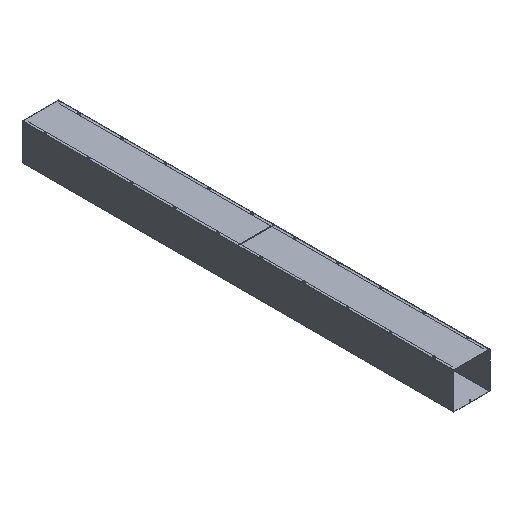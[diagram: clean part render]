
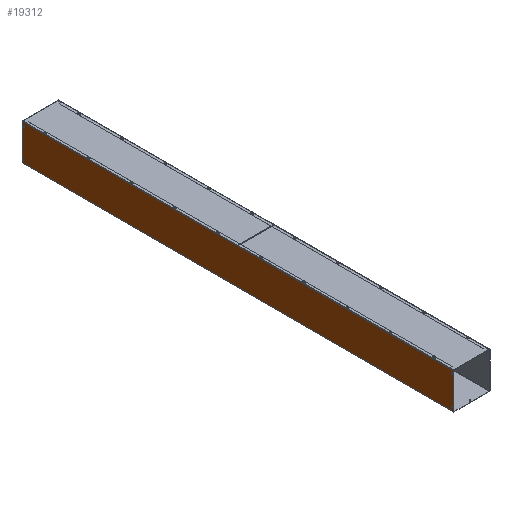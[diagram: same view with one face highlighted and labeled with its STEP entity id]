
A CAD part, isometric view. The second image highlights one B-rep face of the part: STEP entity #19312.
In plain terms, the highlighted planar face has unit normal (-1, 0, 0).
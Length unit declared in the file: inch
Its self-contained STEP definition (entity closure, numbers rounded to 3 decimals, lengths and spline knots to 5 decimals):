
#266 = EDGE_LOOP ( 'NONE', ( #21566, #7214 ) ) ;
#312 = LINE ( 'NONE', #13727, #948 ) ;
#395 = AXIS2_PLACEMENT_3D ( 'NONE', #9086, #5101, #22282 ) ;
#527 = VERTEX_POINT ( 'NONE', #15254 ) ;
#843 = AXIS2_PLACEMENT_3D ( 'NONE', #10886, #20344, #8409 ) ;
#891 = CIRCLE ( 'NONE', #12402, 0.133 ) ;
#895 = FACE_BOUND ( 'NONE', #266, .T. ) ;
#948 = VECTOR ( 'NONE', #4307, 39.37008 ) ;
#1085 = CARTESIAN_POINT ( 'NONE',  ( -5.072, 59.5, 8.939 ) ) ;
#1243 = CIRCLE ( 'NONE', #843, 0.133 ) ;
#1549 = LINE ( 'NONE', #9145, #10286 ) ;
#1749 = DIRECTION ( 'NONE',  ( 0., 0., 1. ) ) ;
#2110 = AXIS2_PLACEMENT_3D ( 'NONE', #5732, #20676, #3622 ) ;
#2291 = EDGE_CURVE ( 'NONE', #3302, #13488, #891, .T. ) ;
#2301 = CIRCLE ( 'NONE', #19017, 0.133 ) ;
#2462 = DIRECTION ( 'NONE',  ( 0., 0., 1. ) ) ;
#2882 = DIRECTION ( 'NONE',  ( -1., 0., 0. ) ) ;
#3090 = DIRECTION ( 'NONE',  ( 0., 0., 1. ) ) ;
#3182 = EDGE_CURVE ( 'NONE', #19647, #23003, #312, .T. ) ;
#3302 = VERTEX_POINT ( 'NONE', #14101 ) ;
#3622 = DIRECTION ( 'NONE',  ( 0., 0., 1. ) ) ;
#3732 = CARTESIAN_POINT ( 'NONE',  ( -5.072, -59.5, 0.867 ) ) ;
#4017 = CIRCLE ( 'NONE', #10376, 0.133 ) ;
#4307 = DIRECTION ( 'NONE',  ( 0., 0., 1. ) ) ;
#4512 = DIRECTION ( 'NONE',  ( 0., 0., 1. ) ) ;
#4639 = CARTESIAN_POINT ( 'NONE',  ( -5.072, 60., 0.108 ) ) ;
#5101 = DIRECTION ( 'NONE',  ( 1., 0., 0. ) ) ;
#5490 = VERTEX_POINT ( 'NONE', #16363 ) ;
#5520 = ORIENTED_EDGE ( 'NONE', *, *, #19023, .T. ) ;
#5732 = CARTESIAN_POINT ( 'NONE',  ( -5.072, 59.5, 9.072 ) ) ;
#5792 = EDGE_CURVE ( 'NONE', #5822, #14392, #4017, .T. ) ;
#5822 = VERTEX_POINT ( 'NONE', #3732 ) ;
#5972 = ORIENTED_EDGE ( 'NONE', *, *, #16021, .T. ) ;
#6195 = CARTESIAN_POINT ( 'NONE',  ( -5.072, 59.5, 1. ) ) ;
#6474 = CARTESIAN_POINT ( 'NONE',  ( -5.072, -60., 0.108 ) ) ;
#6616 = FACE_OUTER_BOUND ( 'NONE', #21450, .T. ) ;
#6752 = CARTESIAN_POINT ( 'NONE',  ( -5.072, 60., 0.0625 ) ) ;
#6876 = DIRECTION ( 'NONE',  ( 0., 0., 1. ) ) ;
#6984 = DIRECTION ( 'NONE',  ( 0., -1., 0. ) ) ;
#7214 = ORIENTED_EDGE ( 'NONE', *, *, #5792, .T. ) ;
#7259 = VERTEX_POINT ( 'NONE', #22099 ) ;
#7358 = CARTESIAN_POINT ( 'NONE',  ( -5.072, -59.5, 1. ) ) ;
#8124 = ORIENTED_EDGE ( 'NONE', *, *, #18398, .T. ) ;
#8267 = DIRECTION ( 'NONE',  ( 0., -1., 0. ) ) ;
#8409 = DIRECTION ( 'NONE',  ( 0., 0., 1. ) ) ;
#8502 = CARTESIAN_POINT ( 'NONE',  ( -5.072, -59.5, 1. ) ) ;
#8547 = EDGE_CURVE ( 'NONE', #13488, #3302, #17807, .T. ) ;
#8614 = PLANE ( 'NONE',  #12178 ) ;
#8783 = ORIENTED_EDGE ( 'NONE', *, *, #2291, .T. ) ;
#9086 = CARTESIAN_POINT ( 'NONE',  ( -5.072, 59.5, 1. ) ) ;
#9145 = CARTESIAN_POINT ( 'NONE',  ( -5.072, 60., 0.072 ) ) ;
#9238 = LINE ( 'NONE', #16684, #23680 ) ;
#9256 = ORIENTED_EDGE ( 'NONE', *, *, #10010, .F. ) ;
#9878 = CARTESIAN_POINT ( 'NONE',  ( -5.072, -60., 9.964 ) ) ;
#9989 = VERTEX_POINT ( 'NONE', #12354 ) ;
#10010 = EDGE_CURVE ( 'NONE', #527, #23003, #15587, .T. ) ;
#10286 = VECTOR ( 'NONE', #16716, 39.37008 ) ;
#10376 = AXIS2_PLACEMENT_3D ( 'NONE', #7358, #13386, #1749 ) ;
#10503 = EDGE_CURVE ( 'NONE', #14392, #5822, #10655, .T. ) ;
#10655 = CIRCLE ( 'NONE', #24561, 0.133 ) ;
#10886 = CARTESIAN_POINT ( 'NONE',  ( -5.072, 59.5, 9.072 ) ) ;
#10985 = ORIENTED_EDGE ( 'NONE', *, *, #22531, .T. ) ;
#11909 = ORIENTED_EDGE ( 'NONE', *, *, #8547, .T. ) ;
#12011 = EDGE_CURVE ( 'NONE', #9989, #16163, #23565, .T. ) ;
#12105 = CARTESIAN_POINT ( 'NONE',  ( -5.072, -60., 9.964 ) ) ;
#12178 = AXIS2_PLACEMENT_3D ( 'NONE', #6752, #2882, #6876 ) ;
#12198 = FACE_BOUND ( 'NONE', #23251, .T. ) ;
#12354 = CARTESIAN_POINT ( 'NONE',  ( -5.072, 59.5, 9.205 ) ) ;
#12402 = AXIS2_PLACEMENT_3D ( 'NONE', #23050, #19296, #19187 ) ;
#12885 = VERTEX_POINT ( 'NONE', #4639 ) ;
#13066 = EDGE_CURVE ( 'NONE', #527, #12885, #1549, .T. ) ;
#13386 = DIRECTION ( 'NONE',  ( 1., 0., 0. ) ) ;
#13488 = VERTEX_POINT ( 'NONE', #24409 ) ;
#13509 = CIRCLE ( 'NONE', #395, 0.133 ) ;
#13634 = EDGE_LOOP ( 'NONE', ( #21508, #5520 ) ) ;
#13727 = CARTESIAN_POINT ( 'NONE',  ( -5.072, -60., 0.072 ) ) ;
#14101 = CARTESIAN_POINT ( 'NONE',  ( -5.072, -59.5, 8.939 ) ) ;
#14392 = VERTEX_POINT ( 'NONE', #17774 ) ;
#15254 = CARTESIAN_POINT ( 'NONE',  ( -5.072, 60., 9.964 ) ) ;
#15587 = LINE ( 'NONE', #12105, #17389 ) ;
#15941 = DIRECTION ( 'NONE',  ( 1., 0., 0. ) ) ;
#16021 = EDGE_CURVE ( 'NONE', #5490, #7259, #2301, .T. ) ;
#16163 = VERTEX_POINT ( 'NONE', #1085 ) ;
#16363 = CARTESIAN_POINT ( 'NONE',  ( -5.072, 59.5, 0.867 ) ) ;
#16519 = CARTESIAN_POINT ( 'NONE',  ( -5.072, -59.5, 9.072 ) ) ;
#16684 = CARTESIAN_POINT ( 'NONE',  ( -5.072, 60., 0.108 ) ) ;
#16716 = DIRECTION ( 'NONE',  ( 0., 0., -1. ) ) ;
#17262 = DIRECTION ( 'NONE',  ( 1., 0., 0. ) ) ;
#17389 = VECTOR ( 'NONE', #8267, 39.37008 ) ;
#17774 = CARTESIAN_POINT ( 'NONE',  ( -5.072, -59.5, 1.133 ) ) ;
#17807 = CIRCLE ( 'NONE', #21802, 0.133 ) ;
#17863 = EDGE_LOOP ( 'NONE', ( #11909, #8783 ) ) ;
#18398 = EDGE_CURVE ( 'NONE', #7259, #5490, #13509, .T. ) ;
#18839 = ORIENTED_EDGE ( 'NONE', *, *, #13066, .T. ) ;
#19017 = AXIS2_PLACEMENT_3D ( 'NONE', #6195, #17262, #2462 ) ;
#19023 = EDGE_CURVE ( 'NONE', #16163, #9989, #1243, .T. ) ;
#19187 = DIRECTION ( 'NONE',  ( 0., 0., 1. ) ) ;
#19296 = DIRECTION ( 'NONE',  ( 1., 0., 0. ) ) ;
#19312 = ADVANCED_FACE ( 'NONE', ( #6616, #23791, #895, #23658, #12198 ), #8614, .T. ) ;
#19647 = VERTEX_POINT ( 'NONE', #6474 ) ;
#20344 = DIRECTION ( 'NONE',  ( 1., 0., 0. ) ) ;
#20676 = DIRECTION ( 'NONE',  ( 1., 0., 0. ) ) ;
#21450 = EDGE_LOOP ( 'NONE', ( #18839, #10985, #23941, #9256 ) ) ;
#21508 = ORIENTED_EDGE ( 'NONE', *, *, #12011, .T. ) ;
#21566 = ORIENTED_EDGE ( 'NONE', *, *, #10503, .T. ) ;
#21802 = AXIS2_PLACEMENT_3D ( 'NONE', #16519, #22271, #3090 ) ;
#22099 = CARTESIAN_POINT ( 'NONE',  ( -5.072, 59.5, 1.133 ) ) ;
#22271 = DIRECTION ( 'NONE',  ( 1., 0., 0. ) ) ;
#22282 = DIRECTION ( 'NONE',  ( 0., 0., 1. ) ) ;
#22531 = EDGE_CURVE ( 'NONE', #12885, #19647, #9238, .T. ) ;
#23003 = VERTEX_POINT ( 'NONE', #9878 ) ;
#23050 = CARTESIAN_POINT ( 'NONE',  ( -5.072, -59.5, 9.072 ) ) ;
#23251 = EDGE_LOOP ( 'NONE', ( #8124, #5972 ) ) ;
#23565 = CIRCLE ( 'NONE', #2110, 0.133 ) ;
#23658 = FACE_BOUND ( 'NONE', #13634, .T. ) ;
#23680 = VECTOR ( 'NONE', #6984, 39.37008 ) ;
#23791 = FACE_BOUND ( 'NONE', #17863, .T. ) ;
#23941 = ORIENTED_EDGE ( 'NONE', *, *, #3182, .T. ) ;
#24409 = CARTESIAN_POINT ( 'NONE',  ( -5.072, -59.5, 9.205 ) ) ;
#24561 = AXIS2_PLACEMENT_3D ( 'NONE', #8502, #15941, #4512 ) ;
